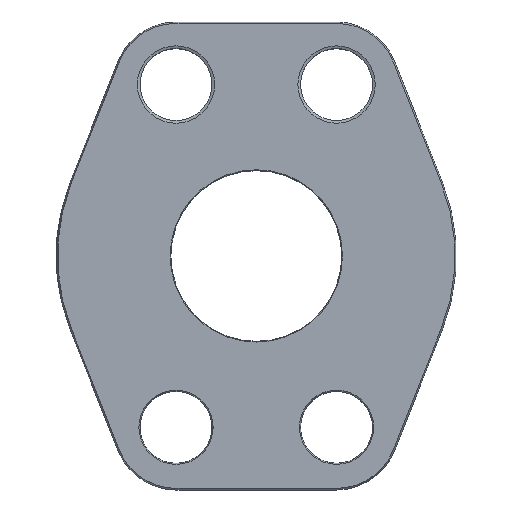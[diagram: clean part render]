
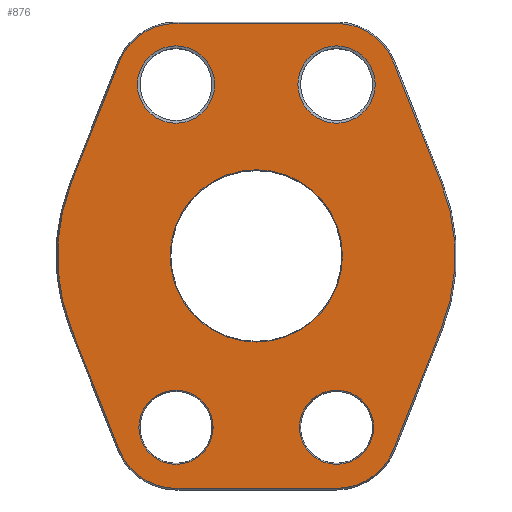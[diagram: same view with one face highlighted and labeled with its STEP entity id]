
A CAD part, top view. The second image highlights one B-rep face of the part: STEP entity #876.
In plain terms, the highlighted planar face has unit normal (0, 0, 1).
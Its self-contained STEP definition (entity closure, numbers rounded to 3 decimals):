
#178=PLANE('',#1147);
#275=EDGE_LOOP('',(#513));
#276=EDGE_LOOP('',(#514,#515,#516,#517,#518,#519,#520,#521,#522,#523,#524,
#525));
#277=EDGE_LOOP('',(#526));
#278=EDGE_LOOP('',(#527));
#279=EDGE_LOOP('',(#528));
#280=EDGE_LOOP('',(#529));
#347=CIRCLE('',#1136,38.3);
#348=CIRCLE('',#1137,27.179);
#349=CIRCLE('',#1138,88.379);
#350=CIRCLE('',#1139,27.179);
#351=CIRCLE('',#1140,27.179);
#352=CIRCLE('',#1141,88.379);
#353=CIRCLE('',#1142,27.179);
#354=CIRCLE('',#1143,16.497);
#355=CIRCLE('',#1144,16.497);
#356=CIRCLE('',#1145,17.2);
#357=CIRCLE('',#1146,17.2);
#513=ORIENTED_EDGE('',*,*,#677,.T.);
#514=ORIENTED_EDGE('',*,*,#678,.T.);
#515=ORIENTED_EDGE('',*,*,#679,.T.);
#516=ORIENTED_EDGE('',*,*,#680,.T.);
#517=ORIENTED_EDGE('',*,*,#681,.T.);
#518=ORIENTED_EDGE('',*,*,#682,.T.);
#519=ORIENTED_EDGE('',*,*,#683,.T.);
#520=ORIENTED_EDGE('',*,*,#684,.T.);
#521=ORIENTED_EDGE('',*,*,#685,.T.);
#522=ORIENTED_EDGE('',*,*,#686,.T.);
#523=ORIENTED_EDGE('',*,*,#687,.T.);
#524=ORIENTED_EDGE('',*,*,#688,.T.);
#525=ORIENTED_EDGE('',*,*,#689,.T.);
#526=ORIENTED_EDGE('',*,*,#690,.T.);
#527=ORIENTED_EDGE('',*,*,#691,.T.);
#528=ORIENTED_EDGE('',*,*,#692,.T.);
#529=ORIENTED_EDGE('',*,*,#693,.T.);
#677=EDGE_CURVE('',#1031,#1031,#347,.T.);
#678=EDGE_CURVE('',#1032,#1033,#348,.T.);
#679=EDGE_CURVE('',#1033,#1034,#748,.T.);
#680=EDGE_CURVE('',#1034,#1035,#349,.T.);
#681=EDGE_CURVE('',#1035,#1036,#749,.T.);
#682=EDGE_CURVE('',#1036,#1037,#350,.T.);
#683=EDGE_CURVE('',#1037,#1038,#750,.T.);
#684=EDGE_CURVE('',#1038,#1039,#351,.T.);
#685=EDGE_CURVE('',#1039,#1040,#751,.T.);
#686=EDGE_CURVE('',#1040,#1041,#352,.T.);
#687=EDGE_CURVE('',#1041,#1042,#752,.T.);
#688=EDGE_CURVE('',#1042,#1043,#353,.T.);
#689=EDGE_CURVE('',#1043,#1032,#753,.T.);
#690=EDGE_CURVE('',#1044,#1044,#354,.T.);
#691=EDGE_CURVE('',#1045,#1045,#355,.T.);
#692=EDGE_CURVE('',#1046,#1046,#356,.T.);
#693=EDGE_CURVE('',#1047,#1047,#357,.T.);
#748=LINE('',#1782,#808);
#749=LINE('',#1786,#809);
#750=LINE('',#1790,#810);
#751=LINE('',#1794,#811);
#752=LINE('',#1798,#812);
#753=LINE('',#1802,#813);
#808=VECTOR('',#1389,1.);
#809=VECTOR('',#1392,1.);
#810=VECTOR('',#1395,1.);
#811=VECTOR('',#1398,1.);
#812=VECTOR('',#1401,1.);
#813=VECTOR('',#1404,1.);
#876=ADVANCED_FACE('',(#948,#949,#950,#951,#952,#953),#178,.F.);
#948=FACE_BOUND('',#275,.T.);
#949=FACE_BOUND('',#276,.T.);
#950=FACE_BOUND('',#277,.T.);
#951=FACE_BOUND('',#278,.T.);
#952=FACE_BOUND('',#279,.T.);
#953=FACE_BOUND('',#280,.T.);
#1031=VERTEX_POINT('',#1778);
#1032=VERTEX_POINT('',#1780);
#1033=VERTEX_POINT('',#1781);
#1034=VERTEX_POINT('',#1783);
#1035=VERTEX_POINT('',#1785);
#1036=VERTEX_POINT('',#1787);
#1037=VERTEX_POINT('',#1789);
#1038=VERTEX_POINT('',#1791);
#1039=VERTEX_POINT('',#1793);
#1040=VERTEX_POINT('',#1795);
#1041=VERTEX_POINT('',#1797);
#1042=VERTEX_POINT('',#1799);
#1043=VERTEX_POINT('',#1801);
#1044=VERTEX_POINT('',#1804);
#1045=VERTEX_POINT('',#1806);
#1046=VERTEX_POINT('',#1808);
#1047=VERTEX_POINT('',#1810);
#1136=AXIS2_PLACEMENT_3D('',#1777,#1385,#1386);
#1137=AXIS2_PLACEMENT_3D('',#1779,#1387,#1388);
#1138=AXIS2_PLACEMENT_3D('',#1784,#1390,#1391);
#1139=AXIS2_PLACEMENT_3D('',#1788,#1393,#1394);
#1140=AXIS2_PLACEMENT_3D('',#1792,#1396,#1397);
#1141=AXIS2_PLACEMENT_3D('',#1796,#1399,#1400);
#1142=AXIS2_PLACEMENT_3D('',#1800,#1402,#1403);
#1143=AXIS2_PLACEMENT_3D('',#1803,#1405,#1406);
#1144=AXIS2_PLACEMENT_3D('',#1805,#1407,#1408);
#1145=AXIS2_PLACEMENT_3D('',#1807,#1409,#1410);
#1146=AXIS2_PLACEMENT_3D('',#1809,#1411,#1412);
#1147=AXIS2_PLACEMENT_3D('',#1811,#1413,#1414);
#1385=DIRECTION('',(0.,0.,-1.));
#1386=DIRECTION('',(-1.,0.,0.));
#1387=DIRECTION('',(0.,0.,1.));
#1388=DIRECTION('',(-1.,0.,0.));
#1389=DIRECTION('',(-0.367,-0.93,0.));
#1390=DIRECTION('',(0.,0.,1.));
#1391=DIRECTION('',(-1.,0.,0.));
#1392=DIRECTION('',(0.367,-0.93,0.));
#1393=DIRECTION('',(0.,0.,1.));
#1394=DIRECTION('',(-1.,0.,0.));
#1395=DIRECTION('',(1.,0.,0.));
#1396=DIRECTION('',(0.,0.,1.));
#1397=DIRECTION('',(-1.,0.,0.));
#1398=DIRECTION('',(0.367,0.93,0.));
#1399=DIRECTION('',(0.,0.,1.));
#1400=DIRECTION('',(-1.,0.,0.));
#1401=DIRECTION('',(-0.367,0.93,0.));
#1402=DIRECTION('',(0.,0.,1.));
#1403=DIRECTION('',(-1.,0.,0.));
#1404=DIRECTION('',(-1.,0.,0.));
#1405=DIRECTION('',(0.,0.,-1.));
#1406=DIRECTION('',(-1.,0.,0.));
#1407=DIRECTION('',(0.,0.,-1.));
#1408=DIRECTION('',(-1.,0.,0.));
#1409=DIRECTION('',(0.,0.,-1.));
#1410=DIRECTION('',(-1.,0.,0.));
#1411=DIRECTION('',(0.,0.,-1.));
#1412=DIRECTION('',(-1.,0.,0.));
#1413=DIRECTION('',(0.,0.,-1.));
#1414=DIRECTION('',(-1.,0.,0.));
#1777=CARTESIAN_POINT('',(0.,0.,54.));
#1778=CARTESIAN_POINT('',(-38.3,0.,54.));
#1779=CARTESIAN_POINT('',(-35.7,76.2,54.));
#1780=CARTESIAN_POINT('',(-35.7,103.379,54.));
#1781=CARTESIAN_POINT('',(-60.978,86.186,54.));
#1782=CARTESIAN_POINT('',(-60.978,86.186,54.));
#1783=CARTESIAN_POINT('',(-82.197,32.472,54.));
#1784=CARTESIAN_POINT('',(0.,0.,54.));
#1785=CARTESIAN_POINT('',(-82.197,-32.472,54.));
#1786=CARTESIAN_POINT('',(-82.197,-32.472,54.));
#1787=CARTESIAN_POINT('',(-60.978,-86.186,54.));
#1788=CARTESIAN_POINT('',(-35.7,-76.2,54.));
#1789=CARTESIAN_POINT('',(-35.7,-103.379,54.));
#1790=CARTESIAN_POINT('',(-35.7,-103.379,54.));
#1791=CARTESIAN_POINT('',(35.7,-103.379,54.));
#1792=CARTESIAN_POINT('',(35.7,-76.2,54.));
#1793=CARTESIAN_POINT('',(60.978,-86.186,54.));
#1794=CARTESIAN_POINT('',(60.978,-86.186,54.));
#1795=CARTESIAN_POINT('',(82.197,-32.472,54.));
#1796=CARTESIAN_POINT('',(0.,0.,54.));
#1797=CARTESIAN_POINT('',(82.197,32.472,54.));
#1798=CARTESIAN_POINT('',(82.197,32.472,54.));
#1799=CARTESIAN_POINT('',(60.978,86.186,54.));
#1800=CARTESIAN_POINT('',(35.7,76.2,54.));
#1801=CARTESIAN_POINT('',(35.7,103.379,54.));
#1802=CARTESIAN_POINT('',(35.7,103.379,54.));
#1803=CARTESIAN_POINT('',(-35.7,-76.2,54.));
#1804=CARTESIAN_POINT('',(-52.197,-76.2,54.));
#1805=CARTESIAN_POINT('',(35.7,-76.2,54.));
#1806=CARTESIAN_POINT('',(19.203,-76.2,54.));
#1807=CARTESIAN_POINT('',(35.7,76.2,54.));
#1808=CARTESIAN_POINT('',(18.5,76.2,54.));
#1809=CARTESIAN_POINT('',(-35.7,76.2,54.));
#1810=CARTESIAN_POINT('',(-52.9,76.2,54.));
#1811=CARTESIAN_POINT('',(0.,0.,54.));
